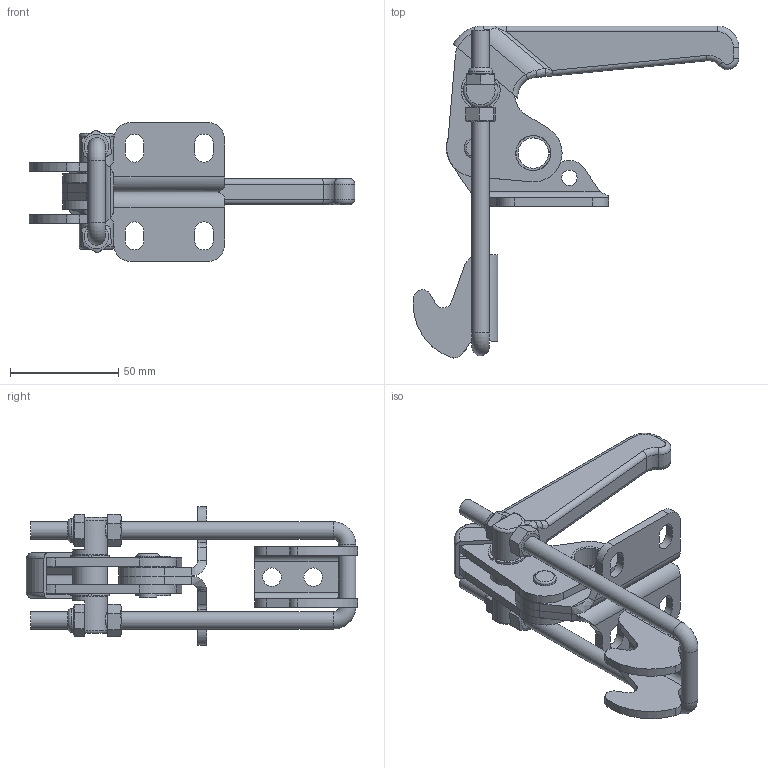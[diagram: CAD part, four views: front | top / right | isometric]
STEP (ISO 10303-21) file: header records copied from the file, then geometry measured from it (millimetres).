
FILE_DESCRIPTION(/* description */ ('Alibre Inc.'),/* implementation_level */ '2;1');
FILE_NAME(/* name */ 'export0',/* time_stamp */ '2012-02-17T12:28:15+01:00',/* author */ (''),/* organization */ (''),/* preprocessor_version */ 'ST-DEVELOPER v12',/* originating_system */ 'Alibre',/* authorisation */ '');
FILE_SCHEMA (('ALIBRE_SCHEMA','CONFIG_CONTROL_DESIGN'));
Length unit declared in the file: millimetre
Products named in the file (1): ID_1
Bounding box: 150.19 x 153.08 x 64.01 mm (x, y, z)
Volume: 105667.4 mm3; surface area: 72471.3 mm2
Topology: 17 solids, 17 shells, 344 faces, 850 edges, 518 vertices
Faces by surface type: plane 150, cylinder 135, bspline 24, cone 18, torus 17
Full cylindrical faces by diameter (mm): 7.1 x2, 8 x8, 8.1 x2, 8.125 x1, 8.3 x2, 8.5 x2, 10.5 x1, 11 x2, 12.6 x2, 12.89 x1, 14.5 x2, 16 x3, 16.15 x4
Entity records: 22546 total; most frequent: CARTESIAN_POINT 6667, ORIENTED_EDGE 3160, DIRECTION 2755, EDGE_CURVE 1580, AXIS2_PLACEMENT_3D 1173, VERTEX_POINT 994, EDGE_LOOP 870, FACE_BOUND 870
